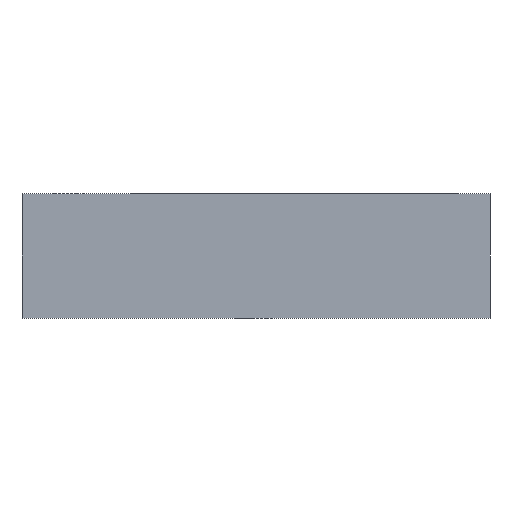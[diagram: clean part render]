
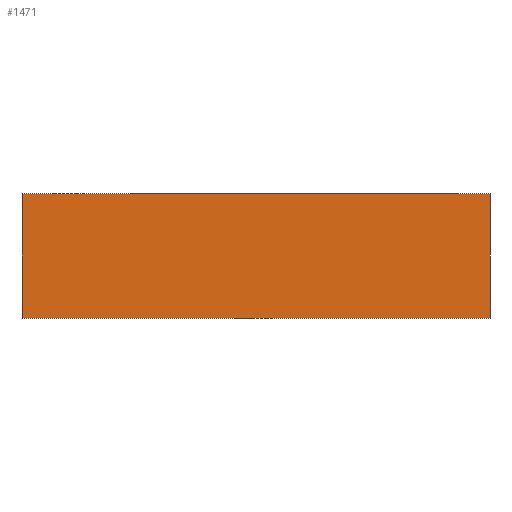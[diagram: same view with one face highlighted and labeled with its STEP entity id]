
A CAD part, front view. The second image highlights one B-rep face of the part: STEP entity #1471.
In plain terms, the highlighted planar face has unit normal (0, -1, 0).
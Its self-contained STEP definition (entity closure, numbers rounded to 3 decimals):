
#88 = PLANE ( 'NONE',  #262 ) ;
#175 = EDGE_CURVE ( 'NONE', #527, #886, #1476, .T. ) ;
#262 = AXIS2_PLACEMENT_3D ( 'NONE', #1481, #674, #783 ) ;
#276 = ORIENTED_EDGE ( 'NONE', *, *, #1037, .F. ) ;
#321 = VECTOR ( 'NONE', #1208, 1000. ) ;
#332 = ORIENTED_EDGE ( 'NONE', *, *, #1464, .T. ) ;
#398 = CARTESIAN_POINT ( 'NONE',  ( -75., -75., -40. ) ) ;
#401 = VECTOR ( 'NONE', #1359, 1000. ) ;
#461 = CARTESIAN_POINT ( 'NONE',  ( -75., -75., 0. ) ) ;
#527 = VERTEX_POINT ( 'NONE', #461 ) ;
#562 = CARTESIAN_POINT ( 'NONE',  ( 75., -75., -40. ) ) ;
#592 = LINE ( 'NONE', #398, #321 ) ;
#655 = FACE_OUTER_BOUND ( 'NONE', #1290, .T. ) ;
#657 = CARTESIAN_POINT ( 'NONE',  ( 75., -75., -40. ) ) ;
#667 = CARTESIAN_POINT ( 'NONE',  ( -75., -75., -40. ) ) ;
#674 = DIRECTION ( 'NONE',  ( 0., -1., 0. ) ) ;
#716 = ORIENTED_EDGE ( 'NONE', *, *, #175, .F. ) ;
#753 = LINE ( 'NONE', #667, #1015 ) ;
#783 = DIRECTION ( 'NONE',  ( 0., 0., -1. ) ) ;
#805 = VERTEX_POINT ( 'NONE', #1324 ) ;
#810 = VECTOR ( 'NONE', #926, 1000. ) ;
#830 = ORIENTED_EDGE ( 'NONE', *, *, #1389, .T. ) ;
#886 = VERTEX_POINT ( 'NONE', #970 ) ;
#923 = LINE ( 'NONE', #657, #401 ) ;
#926 = DIRECTION ( 'NONE',  ( 1., 0., 0. ) ) ;
#970 = CARTESIAN_POINT ( 'NONE',  ( 75., -75., 0. ) ) ;
#1015 = VECTOR ( 'NONE', #1491, 1000. ) ;
#1037 = EDGE_CURVE ( 'NONE', #805, #527, #592, .T. ) ;
#1154 = CARTESIAN_POINT ( 'NONE',  ( -75., -75., 0. ) ) ;
#1208 = DIRECTION ( 'NONE',  ( 0., 0., 1. ) ) ;
#1290 = EDGE_LOOP ( 'NONE', ( #716, #276, #830, #332 ) ) ;
#1324 = CARTESIAN_POINT ( 'NONE',  ( -75., -75., -40. ) ) ;
#1359 = DIRECTION ( 'NONE',  ( 0., 0., 1. ) ) ;
#1389 = EDGE_CURVE ( 'NONE', #805, #1418, #753, .T. ) ;
#1418 = VERTEX_POINT ( 'NONE', #562 ) ;
#1464 = EDGE_CURVE ( 'NONE', #1418, #886, #923, .T. ) ;
#1471 = ADVANCED_FACE ( 'NONE', ( #655 ), #88, .T. ) ;
#1476 = LINE ( 'NONE', #1154, #810 ) ;
#1481 = CARTESIAN_POINT ( 'NONE',  ( -75., -75., -40. ) ) ;
#1491 = DIRECTION ( 'NONE',  ( 1., 0., 0. ) ) ;
